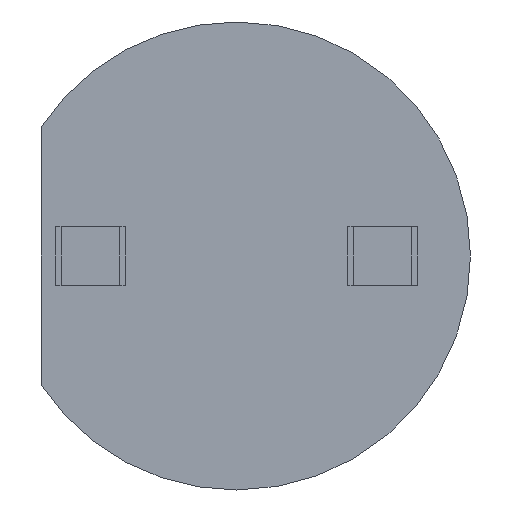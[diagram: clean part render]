
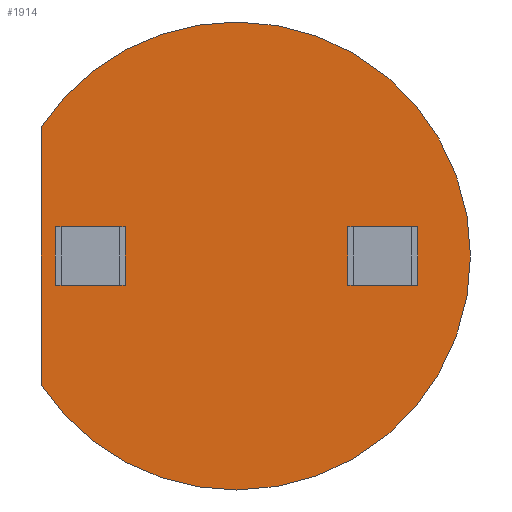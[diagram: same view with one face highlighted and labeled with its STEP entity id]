
A CAD part, front view. The second image highlights one B-rep face of the part: STEP entity #1914.
In plain terms, the highlighted planar face has unit normal (0, -1, 0).
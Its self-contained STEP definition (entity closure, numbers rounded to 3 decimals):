
#32 = ORIENTED_EDGE ( 'NONE', *, *, #1739, .F. ) ;
#42 = DIRECTION ( 'NONE',  ( 0., 0., 1. ) ) ;
#146 = PLANE ( 'NONE',  #2567 ) ;
#147 = EDGE_CURVE ( 'NONE', #2367, #2694, #2266, .T. ) ;
#185 = DIRECTION ( 'NONE',  ( 0., 0., 1. ) ) ;
#275 = EDGE_CURVE ( 'NONE', #1486, #2367, #2207, .T. ) ;
#401 = ORIENTED_EDGE ( 'NONE', *, *, #2462, .F. ) ;
#669 = AXIS2_PLACEMENT_3D ( 'NONE', #2357, #1123, #2568 ) ;
#721 = AXIS2_PLACEMENT_3D ( 'NONE', #2528, #1296, #42 ) ;
#818 = CARTESIAN_POINT ( 'NONE',  ( -1.667, 0., -1.106 ) ) ;
#852 = EDGE_LOOP ( 'NONE', ( #32, #1685, #1554, #401 ) ) ;
#920 = CIRCLE ( 'NONE', #669, 2. ) ;
#983 = CARTESIAN_POINT ( 'NONE',  ( 0., 0., 0. ) ) ;
#997 = VERTEX_POINT ( 'NONE', #2022 ) ;
#1066 = DIRECTION ( 'NONE',  ( 0., 1., 0. ) ) ;
#1123 = DIRECTION ( 'NONE',  ( 0., 1., 0. ) ) ;
#1200 = DIRECTION ( 'NONE',  ( 0., 0., 1. ) ) ;
#1296 = DIRECTION ( 'NONE',  ( 0., 1., 0. ) ) ;
#1434 = CARTESIAN_POINT ( 'NONE',  ( -1.667, 0., 0. ) ) ;
#1486 = VERTEX_POINT ( 'NONE', #2026 ) ;
#1538 = FACE_OUTER_BOUND ( 'NONE', #852, .T. ) ;
#1554 = ORIENTED_EDGE ( 'NONE', *, *, #275, .F. ) ;
#1685 = ORIENTED_EDGE ( 'NONE', *, *, #147, .F. ) ;
#1720 = VECTOR ( 'NONE', #185, 1000. ) ;
#1739 = EDGE_CURVE ( 'NONE', #2694, #997, #920, .T. ) ;
#1848 = CIRCLE ( 'NONE', #1945, 2. ) ;
#1914 = ADVANCED_FACE ( 'NONE', ( #1538 ), #146, .F. ) ;
#1941 = CARTESIAN_POINT ( 'NONE',  ( -1.667, 0., 1.106 ) ) ;
#1945 = AXIS2_PLACEMENT_3D ( 'NONE', #2299, #1066, #2505 ) ;
#2022 = CARTESIAN_POINT ( 'NONE',  ( 0., 0., 2. ) ) ;
#2026 = CARTESIAN_POINT ( 'NONE',  ( 0., 0., -2. ) ) ;
#2207 = CIRCLE ( 'NONE', #721, 2. ) ;
#2266 = LINE ( 'NONE', #1434, #1720 ) ;
#2299 = CARTESIAN_POINT ( 'NONE',  ( 0., 0., 0. ) ) ;
#2357 = CARTESIAN_POINT ( 'NONE',  ( 0., 0., 0. ) ) ;
#2367 = VERTEX_POINT ( 'NONE', #818 ) ;
#2434 = DIRECTION ( 'NONE',  ( 0., 1., 0. ) ) ;
#2462 = EDGE_CURVE ( 'NONE', #997, #1486, #1848, .T. ) ;
#2505 = DIRECTION ( 'NONE',  ( 0., 0., 1. ) ) ;
#2528 = CARTESIAN_POINT ( 'NONE',  ( 0., 0., 0. ) ) ;
#2567 = AXIS2_PLACEMENT_3D ( 'NONE', #983, #2434, #1200 ) ;
#2568 = DIRECTION ( 'NONE',  ( 0., 0., 1. ) ) ;
#2694 = VERTEX_POINT ( 'NONE', #1941 ) ;
